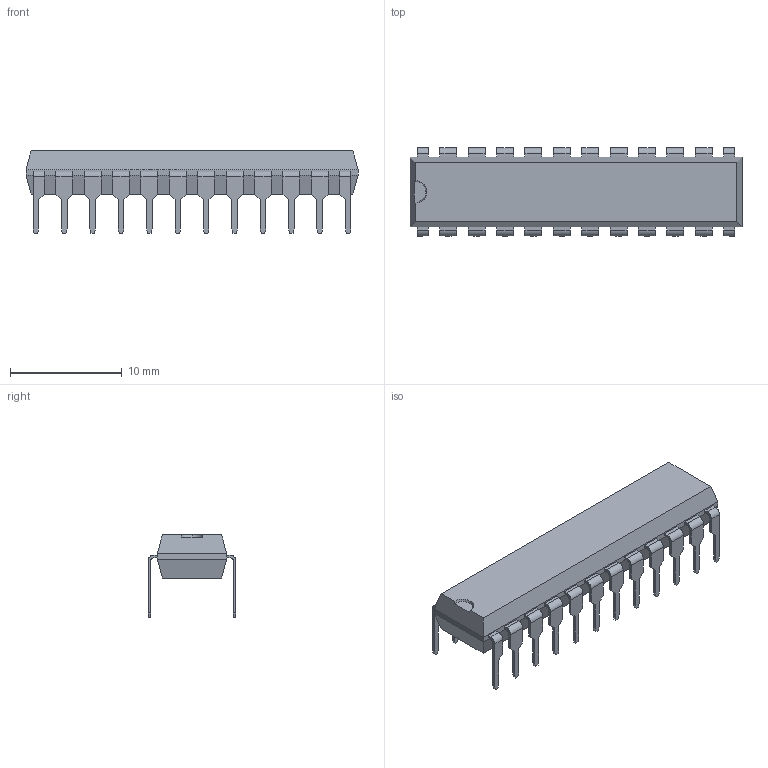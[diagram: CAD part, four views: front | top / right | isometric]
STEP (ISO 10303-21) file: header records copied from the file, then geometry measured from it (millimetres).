
FILE_DESCRIPTION (( 'STEP AP214' ), '1' );
FILE_NAME ('User Library-DIP-24P-M03.STEP', '2019-08-29T06:55:11', ( '' ), ( '' ), 'SwSTEP 2.0', 'SolidWorks 2019', '' );
FILE_SCHEMA (( 'AUTOMOTIVE_DESIGN' ));
Length unit declared in the file: millimetre
Products named in the file (1): User Library-DIP-24P-M03
Bounding box: 29.7 x 7.87 x 7.36 mm (x, y, z)
Volume: 690 mm3; surface area: 915.3 mm2
Topology: 1 solids, 1 shells, 371 faces, 1027 edges, 682 vertices
Faces by surface type: plane 321, cylinder 48, cone 2
Entity records: 11920 total; most frequent: CARTESIAN_POINT 2081, ORIENTED_EDGE 2054, DIRECTION 1871, EDGE_CURVE 1027, VECTOR 927, LINE 927, VERTEX_POINT 682, AXIS2_PLACEMENT_3D 472
